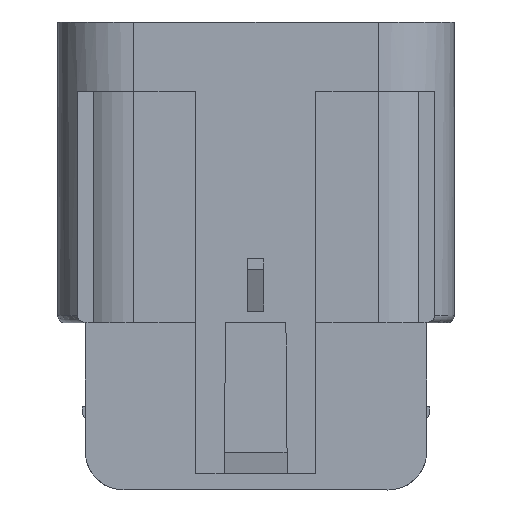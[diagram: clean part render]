
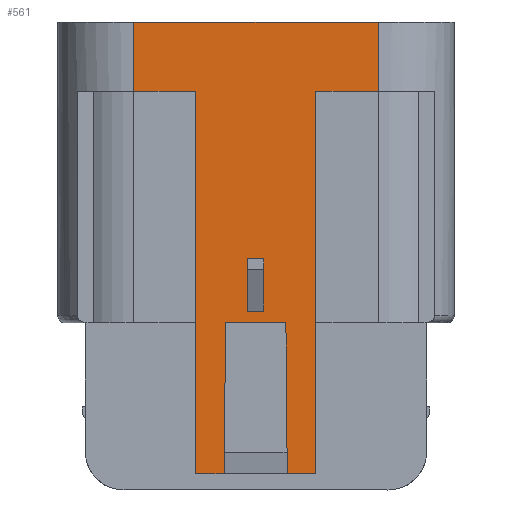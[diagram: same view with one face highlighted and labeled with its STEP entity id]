
A CAD part, front view. The second image highlights one B-rep face of the part: STEP entity #561.
In plain terms, the highlighted planar face has unit normal (0, -1, 0).
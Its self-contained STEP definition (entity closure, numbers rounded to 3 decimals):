
#204=FACE_BOUND('',#1017,.T.);
#205=FACE_BOUND('',#1018,.T.);
#350=PLANE('',#4376);
#561=ADVANCED_FACE('',(#204,#205),#350,.T.);
#1017=EDGE_LOOP('',(#2125,#2126,#2127,#2128,#2129,#2130,#2131,#2132,#2133,
#2134,#2135,#2136));
#1018=EDGE_LOOP('',(#2137,#2138,#2139,#2140));
#2125=ORIENTED_EDGE('',*,*,#3185,.F.);
#2126=ORIENTED_EDGE('',*,*,#2920,.T.);
#2127=ORIENTED_EDGE('',*,*,#3188,.T.);
#2128=ORIENTED_EDGE('',*,*,#2911,.F.);
#2129=ORIENTED_EDGE('',*,*,#3189,.F.);
#2130=ORIENTED_EDGE('',*,*,#2916,.F.);
#2131=ORIENTED_EDGE('',*,*,#3186,.F.);
#2132=ORIENTED_EDGE('',*,*,#3133,.F.);
#2133=ORIENTED_EDGE('',*,*,#3125,.F.);
#2134=ORIENTED_EDGE('',*,*,#3122,.T.);
#2135=ORIENTED_EDGE('',*,*,#3121,.T.);
#2136=ORIENTED_EDGE('',*,*,#3132,.F.);
#2137=ORIENTED_EDGE('',*,*,#3118,.F.);
#2138=ORIENTED_EDGE('',*,*,#3116,.T.);
#2139=ORIENTED_EDGE('',*,*,#3114,.T.);
#2140=ORIENTED_EDGE('',*,*,#3113,.T.);
#2457=VERTEX_POINT('',#6010);
#2458=VERTEX_POINT('',#6012);
#2461=VERTEX_POINT('',#6020);
#2462=VERTEX_POINT('',#6022);
#2465=VERTEX_POINT('',#6030);
#2466=VERTEX_POINT('',#6031);
#2589=VERTEX_POINT('',#6603);
#2590=VERTEX_POINT('',#6605);
#2591=VERTEX_POINT('',#6609);
#2592=VERTEX_POINT('',#6613);
#2593=VERTEX_POINT('',#6619);
#2594=VERTEX_POINT('',#6621);
#2595=VERTEX_POINT('',#6625);
#2596=VERTEX_POINT('',#6629);
#2601=VERTEX_POINT('',#6643);
#2602=VERTEX_POINT('',#6646);
#2911=EDGE_CURVE('',#2457,#2458,#3446,.T.);
#2916=EDGE_CURVE('',#2461,#2462,#3450,.T.);
#2920=EDGE_CURVE('',#2465,#2466,#3452,.T.);
#3113=EDGE_CURVE('',#2589,#2590,#3577,.T.);
#3114=EDGE_CURVE('',#2591,#2589,#3578,.T.);
#3116=EDGE_CURVE('',#2592,#2591,#3580,.T.);
#3118=EDGE_CURVE('',#2592,#2590,#3582,.T.);
#3121=EDGE_CURVE('',#2593,#2594,#3585,.T.);
#3122=EDGE_CURVE('',#2595,#2593,#3586,.T.);
#3125=EDGE_CURVE('',#2595,#2596,#3589,.T.);
#3132=EDGE_CURVE('',#2601,#2594,#3596,.T.);
#3133=EDGE_CURVE('',#2596,#2602,#3597,.T.);
#3185=EDGE_CURVE('',#2465,#2601,#3623,.T.);
#3186=EDGE_CURVE('',#2602,#2461,#3624,.T.);
#3188=EDGE_CURVE('',#2466,#2458,#3626,.T.);
#3189=EDGE_CURVE('',#2462,#2457,#3627,.T.);
#3446=LINE('',#6011,#3884);
#3450=LINE('',#6021,#3888);
#3452=LINE('',#6029,#3890);
#3577=LINE('',#6606,#4015);
#3578=LINE('',#6608,#4016);
#3580=LINE('',#6612,#4018);
#3582=LINE('',#6616,#4020);
#3585=LINE('',#6622,#4023);
#3586=LINE('',#6624,#4024);
#3589=LINE('',#6630,#4027);
#3596=LINE('',#6644,#4034);
#3597=LINE('',#6645,#4035);
#3623=LINE('',#6891,#4061);
#3624=LINE('',#6893,#4062);
#3626=LINE('',#6896,#4064);
#3627=LINE('',#6897,#4065);
#3884=VECTOR('',#4907,1.);
#3888=VECTOR('',#4915,1.);
#3890=VECTOR('',#4923,1.);
#4015=VECTOR('',#5262,1.);
#4016=VECTOR('',#5265,1.);
#4018=VECTOR('',#5269,1.);
#4020=VECTOR('',#5273,1.);
#4023=VECTOR('',#5278,1.);
#4024=VECTOR('',#5281,1.);
#4027=VECTOR('',#5286,1.);
#4034=VECTOR('',#5297,1.);
#4035=VECTOR('',#5298,1.);
#4061=VECTOR('',#5382,1.);
#4062=VECTOR('',#5385,1.);
#4064=VECTOR('',#5389,1.);
#4065=VECTOR('',#5390,1.);
#4376=AXIS2_PLACEMENT_3D('',#6898,#5391,#5392);
#4907=DIRECTION('',(1.,0.,0.));
#4915=DIRECTION('',(-1.,0.,0.));
#4923=DIRECTION('',(1.,0.,0.));
#5262=DIRECTION('',(1.,0.,0.));
#5265=DIRECTION('',(0.,0.,1.));
#5269=DIRECTION('',(-1.,0.,0.));
#5273=DIRECTION('',(0.,0.,1.));
#5278=DIRECTION('',(0.009,0.,-1.));
#5281=DIRECTION('',(1.,0.,0.));
#5286=DIRECTION('',(-0.009,0.,-1.));
#5297=DIRECTION('',(-1.,0.,0.));
#5298=DIRECTION('',(-1.,0.,0.));
#5382=DIRECTION('',(0.,0.,-1.));
#5385=DIRECTION('',(0.,0.,1.));
#5389=DIRECTION('',(0.,0.,1.));
#5390=DIRECTION('',(0.,0.,1.));
#5391=DIRECTION('',(0.,-1.,0.));
#5392=DIRECTION('',(0.,0.,-1.));
#6010=CARTESIAN_POINT('',(-11.35,-7.05,8.6));
#6011=CARTESIAN_POINT('',(-7.75,-7.05,8.6));
#6012=CARTESIAN_POINT('',(11.35,-7.05,8.6));
#6020=CARTESIAN_POINT('',(-5.604,-7.05,2.2));
#6021=CARTESIAN_POINT('',(-7.75,-7.05,2.2));
#6022=CARTESIAN_POINT('',(-11.35,-7.05,2.2));
#6029=CARTESIAN_POINT('',(4.15,-7.05,2.2));
#6030=CARTESIAN_POINT('',(5.551,-7.05,2.2));
#6031=CARTESIAN_POINT('',(11.35,-7.05,2.2));
#6603=CARTESIAN_POINT('',(-0.777,-7.05,-13.667));
#6605=CARTESIAN_POINT('',(0.723,-7.05,-13.667));
#6606=CARTESIAN_POINT('',(-0.777,-7.05,-13.667));
#6608=CARTESIAN_POINT('',(-0.777,-7.05,-19.3));
#6609=CARTESIAN_POINT('',(-0.777,-7.05,-18.21));
#6612=CARTESIAN_POINT('',(-7.75,-7.05,-18.21));
#6613=CARTESIAN_POINT('',(0.723,-7.05,-18.21));
#6616=CARTESIAN_POINT('',(0.723,-7.05,6.331));
#6619=CARTESIAN_POINT('',(2.773,-7.05,-19.3));
#6621=CARTESIAN_POINT('',(2.896,-7.05,-33.3));
#6622=CARTESIAN_POINT('',(2.773,-7.05,-19.208));
#6624=CARTESIAN_POINT('',(17.05,-7.05,-19.3));
#6625=CARTESIAN_POINT('',(-2.827,-7.05,-19.3));
#6629=CARTESIAN_POINT('',(-2.949,-7.05,-33.3));
#6630=CARTESIAN_POINT('',(-2.888,-7.05,-26.3));
#6643=CARTESIAN_POINT('',(5.551,-7.05,-33.3));
#6644=CARTESIAN_POINT('',(5.551,-7.05,-33.3));
#6645=CARTESIAN_POINT('',(5.551,-7.05,-33.3));
#6646=CARTESIAN_POINT('',(-5.604,-7.05,-33.3));
#6891=CARTESIAN_POINT('',(5.551,-7.05,-19.3));
#6893=CARTESIAN_POINT('',(-5.604,-7.05,6.331));
#6896=CARTESIAN_POINT('',(11.35,-7.05,-19.3));
#6897=CARTESIAN_POINT('',(-11.35,-7.05,157.295));
#6898=CARTESIAN_POINT('',(-7.75,-7.05,-19.3));
